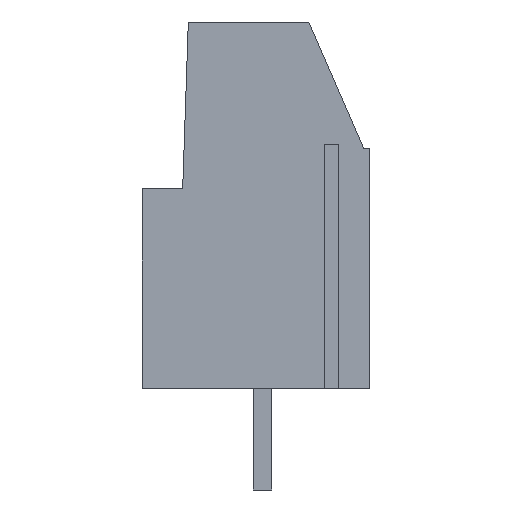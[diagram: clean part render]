
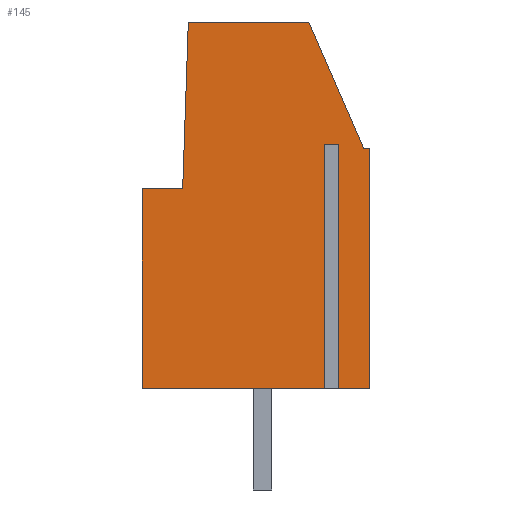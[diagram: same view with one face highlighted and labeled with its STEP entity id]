
A CAD part, left-side view. The second image highlights one B-rep face of the part: STEP entity #145.
In plain terms, the highlighted planar face has unit normal (-1, 0, 0).
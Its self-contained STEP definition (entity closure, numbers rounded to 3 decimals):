
#13=DIRECTION('',(0.,0.,1.));
#21=EDGE_CURVE('',#22,#24,#26,.T.);
#22=VERTEX_POINT('',#23);
#23=CARTESIAN_POINT('',(-2.54,-5.283,0.));
#24=VERTEX_POINT('',#25);
#25=CARTESIAN_POINT('',(-2.54,-3.562,0.));
#26=LINE('',#23,#27);
#27=VECTOR('',#28,1.);
#28=DIRECTION('',(0.,1.,0.));
#35=DIRECTION('',(1.,0.,0.));
#53=VECTOR('',#54,1.);
#54=DIRECTION('',(0.,-1.,0.));
#68=VERTEX_POINT('',#69);
#69=CARTESIAN_POINT('',(-2.54,5.917,0.));
#72=EDGE_CURVE('',#73,#68,#26,.T.);
#73=VERTEX_POINT('',#74);
#74=CARTESIAN_POINT('',(-2.54,-3.205,0.));
#145=ADVANCED_FACE('',(#146),#205,.F.);
#146=FACE_BOUND('',#147,.F.);
#147=EDGE_LOOP('',(#148,#157,#162,#168,#169,#175,#180,#183,#184,#189,#194,#201));
#148=ORIENTED_EDGE('',*,*,#149,.T.);
#149=EDGE_CURVE('',#150,#152,#154,.T.);
#150=VERTEX_POINT('',#151);
#151=CARTESIAN_POINT('',(-2.54,-2.283,18.));
#152=VERTEX_POINT('',#153);
#153=CARTESIAN_POINT('',(-2.54,-4.983,11.8));
#154=LINE('',#151,#155);
#155=VECTOR('',#156,1.);
#156=DIRECTION('',(0.,-0.399,-0.917));
#157=ORIENTED_EDGE('',*,*,#158,.T.);
#158=EDGE_CURVE('',#152,#159,#161,.T.);
#159=VERTEX_POINT('',#160);
#160=CARTESIAN_POINT('',(-2.54,-5.283,11.8));
#161=LINE('',#153,#53);
#162=ORIENTED_EDGE('',*,*,#163,.T.);
#163=EDGE_CURVE('',#159,#22,#164,.T.);
#164=LINE('',#165,#166);
#165=CARTESIAN_POINT('',(-2.54,-5.283,18.));
#166=VECTOR('',#167,1.);
#167=DIRECTION('',(0.,0.,-1.));
#168=ORIENTED_EDGE('',*,*,#21,.T.);
#169=ORIENTED_EDGE('',*,*,#170,.T.);
#170=EDGE_CURVE('',#24,#171,#173,.T.);
#171=VERTEX_POINT('',#172);
#172=CARTESIAN_POINT('',(-2.54,-3.562,12.));
#173=LINE('',#25,#174);
#174=VECTOR('',#13,1.);
#175=ORIENTED_EDGE('',*,*,#176,.T.);
#176=EDGE_CURVE('',#171,#177,#179,.T.);
#177=VERTEX_POINT('',#178);
#178=CARTESIAN_POINT('',(-2.54,-3.205,12.));
#179=LINE('',#172,#27);
#180=ORIENTED_EDGE('',*,*,#181,.F.);
#181=EDGE_CURVE('',#73,#177,#182,.T.);
#182=LINE('',#74,#174);
#183=ORIENTED_EDGE('',*,*,#72,.T.);
#184=ORIENTED_EDGE('',*,*,#185,.T.);
#185=EDGE_CURVE('',#68,#186,#188,.T.);
#186=VERTEX_POINT('',#187);
#187=CARTESIAN_POINT('',(-2.54,5.917,9.8));
#188=LINE('',#69,#174);
#189=ORIENTED_EDGE('',*,*,#190,.F.);
#190=EDGE_CURVE('',#191,#186,#193,.T.);
#191=VERTEX_POINT('',#192);
#192=CARTESIAN_POINT('',(-2.54,3.92,9.8));
#193=LINE('',#192,#27);
#194=ORIENTED_EDGE('',*,*,#195,.F.);
#195=EDGE_CURVE('',#196,#191,#198,.T.);
#196=VERTEX_POINT('',#197);
#197=CARTESIAN_POINT('',(-2.54,3.644,18.));
#198=LINE('',#197,#199);
#199=VECTOR('',#200,1.);
#200=DIRECTION('',(0.,0.034,-0.999));
#201=ORIENTED_EDGE('',*,*,#202,.T.);
#202=EDGE_CURVE('',#196,#150,#203,.T.);
#203=LINE('',#204,#53);
#204=CARTESIAN_POINT('',(-2.54,5.917,18.));
#205=PLANE('',#206);
#206=AXIS2_PLACEMENT_3D('',#207,#35,#208);
#207=CARTESIAN_POINT('',(-2.54,0.317,9.));
#208=DIRECTION('',(-0.,0.,1.));
